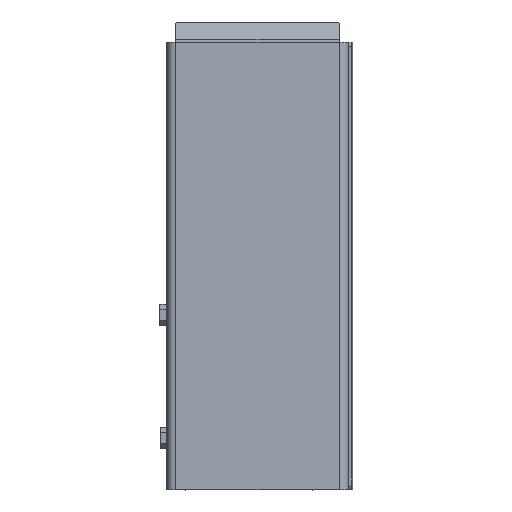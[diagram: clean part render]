
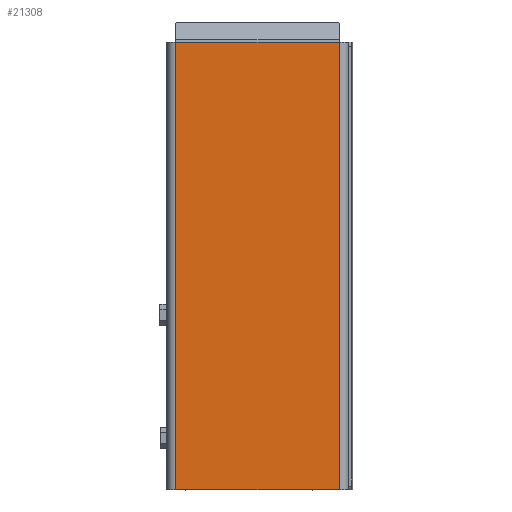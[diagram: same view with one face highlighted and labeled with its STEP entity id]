
A CAD part, front view. The second image highlights one B-rep face of the part: STEP entity #21308.
In plain terms, the highlighted planar face has unit normal (0, -1, 0).
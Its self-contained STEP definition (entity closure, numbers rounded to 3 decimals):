
#2340=FACE_OUTER_BOUND('',#3689,.T.);
#3689=EDGE_LOOP('',(#15838,#15839,#15840,#15841));
#5150=LINE('',#32864,#7030);
#5160=LINE('',#32894,#7040);
#5161=LINE('',#32896,#7041);
#5162=LINE('',#32897,#7042);
#7030=VECTOR('',#26387,10.);
#7040=VECTOR('',#26429,10.);
#7041=VECTOR('',#26430,10.);
#7042=VECTOR('',#26431,10.);
#9258=VERTEX_POINT('',#32861);
#9259=VERTEX_POINT('',#32863);
#9263=VERTEX_POINT('',#32890);
#9264=VERTEX_POINT('',#32895);
#11676=EDGE_CURVE('',#9258,#9259,#5150,.T.);
#11692=EDGE_CURVE('',#9259,#9263,#5160,.T.);
#11693=EDGE_CURVE('',#9258,#9264,#5161,.T.);
#11694=EDGE_CURVE('',#9263,#9264,#5162,.T.);
#15838=ORIENTED_EDGE('',*,*,#11692,.F.);
#15839=ORIENTED_EDGE('',*,*,#11676,.F.);
#15840=ORIENTED_EDGE('',*,*,#11693,.T.);
#15841=ORIENTED_EDGE('',*,*,#11694,.F.);
#20384=PLANE('',#23000);
#21308=ADVANCED_FACE('',(#2340),#20384,.T.);
#23000=AXIS2_PLACEMENT_3D('',#32893,#26427,#26428);
#26387=DIRECTION('',(1.,0.,0.));
#26427=DIRECTION('center_axis',(0.,-1.,0.));
#26428=DIRECTION('ref_axis',(0.,0.,
-1.));
#26429=DIRECTION('',(0.,0.,-1.));
#26430=DIRECTION('',(0.,0.,-1.));
#26431=DIRECTION('',(-1.,0.,0.));
#32861=CARTESIAN_POINT('',(-63.1,-171.95,336.715));
#32863=CARTESIAN_POINT('',(60.1,-171.95,336.715));
#32864=CARTESIAN_POINT('',(67.498,-171.95,336.715));
#32890=CARTESIAN_POINT('',(60.1,-171.95,-0.285));
#32893=CARTESIAN_POINT('Origin',(-70.357,-171.95,168.215));
#32894=CARTESIAN_POINT('',(60.1,-171.95,168.215));
#32895=CARTESIAN_POINT('',(-63.1,-171.95,-0.285));
#32896=CARTESIAN_POINT('',(-63.1,-171.95,168.215));
#32897=CARTESIAN_POINT('',(-226.312,-171.95,-0.285));
